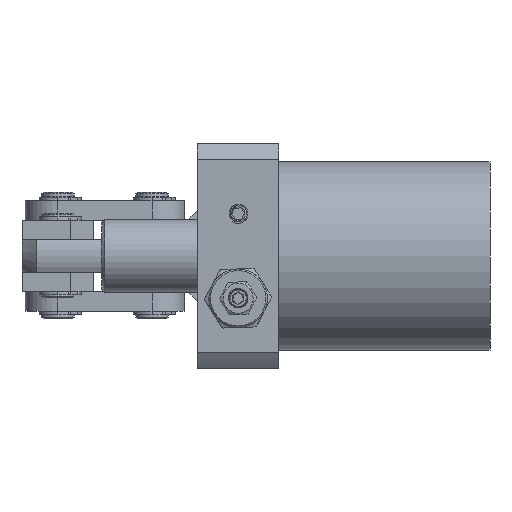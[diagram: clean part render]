
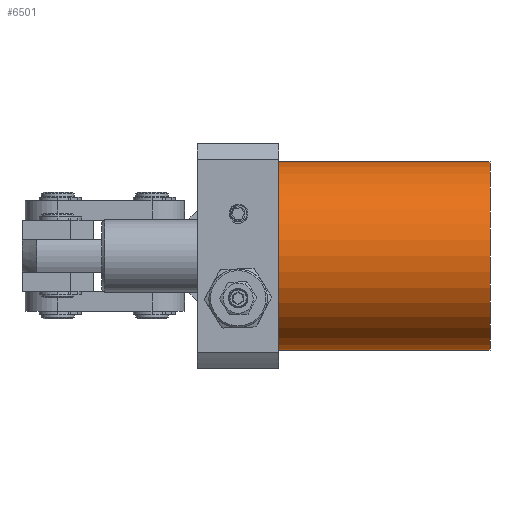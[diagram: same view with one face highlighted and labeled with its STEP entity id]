
A CAD part, left-side view. The second image highlights one B-rep face of the part: STEP entity #6501.
In plain terms, the highlighted cylindrical face has radius 29 mm (diameter 58 mm), a partial arc.
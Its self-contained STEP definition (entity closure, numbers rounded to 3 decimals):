
#2039 = VERTEX_POINT ( 'NONE', #46509 ) ;
#2759 = DIRECTION ( 'NONE',  ( 0., -1., 0. ) ) ;
#4503 = EDGE_CURVE ( 'NONE', #14499, #43776, #46043, .T. ) ;
#6472 = CARTESIAN_POINT ( 'NONE',  ( 0., -65., 29. ) ) ;
#6501 = ADVANCED_FACE ( 'NONE', ( #53564 ), #12161, .T. ) ;
#12161 = CYLINDRICAL_SURFACE ( 'NONE', #35258, 29. ) ;
#12886 = CARTESIAN_POINT ( 'NONE',  ( 0., 0., 29. ) ) ;
#12896 = DIRECTION ( 'NONE',  ( 0., 1., 0. ) ) ;
#13906 = EDGE_CURVE ( 'NONE', #2039, #41301, #48783, .T. ) ;
#14499 = VERTEX_POINT ( 'NONE', #6472 ) ;
#15181 = CIRCLE ( 'NONE', #49552, 29. ) ;
#15866 = ORIENTED_EDGE ( 'NONE', *, *, #4503, .T. ) ;
#17008 = CARTESIAN_POINT ( 'NONE',  ( 0., 0., -29. ) ) ;
#18611 = AXIS2_PLACEMENT_3D ( 'NONE', #51419, #24500, #55888 ) ;
#18810 = EDGE_LOOP ( 'NONE', ( #54696, #44590, #15866, #56088 ) ) ;
#19396 = CIRCLE ( 'NONE', #18611, 29. ) ;
#24500 = DIRECTION ( 'NONE',  ( 0., -1., 0. ) ) ;
#24835 = VECTOR ( 'NONE', #28123, 1000. ) ;
#28069 = CARTESIAN_POINT ( 'NONE',  ( 0., 0., -29. ) ) ;
#28123 = DIRECTION ( 'NONE',  ( 0., 1., 0. ) ) ;
#29514 = CARTESIAN_POINT ( 'NONE',  ( 0., -65., 0. ) ) ;
#34016 = VECTOR ( 'NONE', #12896, 1000. ) ;
#34031 = DIRECTION ( 'NONE',  ( 0., 0., -1. ) ) ;
#35258 = AXIS2_PLACEMENT_3D ( 'NONE', #50832, #52561, #50658 ) ;
#40856 = EDGE_CURVE ( 'NONE', #43776, #41301, #19396, .T. ) ;
#41301 = VERTEX_POINT ( 'NONE', #17008 ) ;
#41651 = EDGE_CURVE ( 'NONE', #14499, #2039, #15181, .T. ) ;
#43776 = VERTEX_POINT ( 'NONE', #44029 ) ;
#44029 = CARTESIAN_POINT ( 'NONE',  ( 0., 0., 29. ) ) ;
#44590 = ORIENTED_EDGE ( 'NONE', *, *, #41651, .F. ) ;
#46043 = LINE ( 'NONE', #12886, #34016 ) ;
#46509 = CARTESIAN_POINT ( 'NONE',  ( 0., -65., -29. ) ) ;
#48783 = LINE ( 'NONE', #28069, #24835 ) ;
#49552 = AXIS2_PLACEMENT_3D ( 'NONE', #29514, #2759, #34031 ) ;
#50658 = DIRECTION ( 'NONE',  ( 0., 0., 1. ) ) ;
#50832 = CARTESIAN_POINT ( 'NONE',  ( 0., 0., 0. ) ) ;
#51419 = CARTESIAN_POINT ( 'NONE',  ( 0., 0., 0. ) ) ;
#52561 = DIRECTION ( 'NONE',  ( 0., 1., 0. ) ) ;
#53564 = FACE_OUTER_BOUND ( 'NONE', #18810, .T. ) ;
#54696 = ORIENTED_EDGE ( 'NONE', *, *, #13906, .F. ) ;
#55888 = DIRECTION ( 'NONE',  ( 0., 0., 1. ) ) ;
#56088 = ORIENTED_EDGE ( 'NONE', *, *, #40856, .T. ) ;
